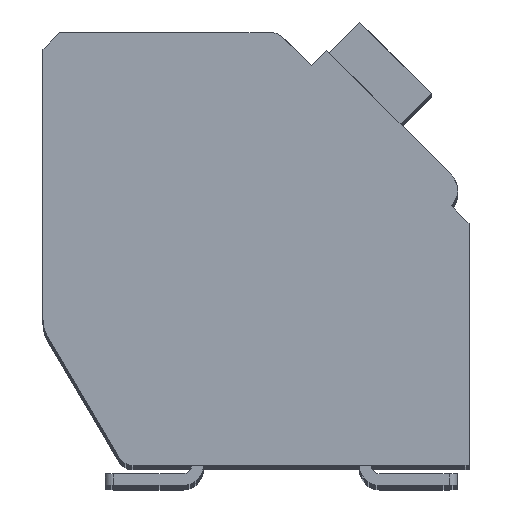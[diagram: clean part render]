
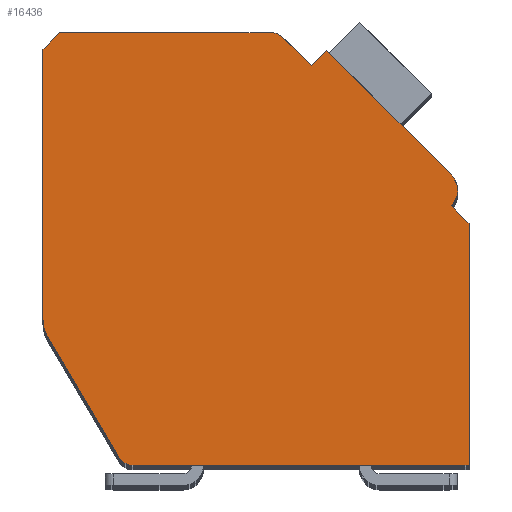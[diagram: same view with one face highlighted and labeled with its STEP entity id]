
A CAD part, top view. The second image highlights one B-rep face of the part: STEP entity #16436.
In plain terms, the highlighted planar face has unit normal (0, 0, 1).
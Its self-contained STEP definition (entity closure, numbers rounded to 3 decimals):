
#338=DIRECTION('',(0.,-1.,0.));
#339=VECTOR('',#338,8.053);
#340=CARTESIAN_POINT('',(-12.7,12.4,2.1));
#341=LINE('',#340,#339);
#342=DIRECTION('',(-0.707,-0.707,0.));
#343=VECTOR('',#342,0.707);
#344=CARTESIAN_POINT('',(-12.2,12.9,2.1));
#345=LINE('',#344,#343);
#346=DIRECTION('',(-1.,0.,0.));
#347=VECTOR('',#346,6.298);
#348=CARTESIAN_POINT('',(-5.902,12.9,2.1));
#349=LINE('',#348,#347);
#350=CARTESIAN_POINT('',(-5.902,12.4,2.1));
#351=DIRECTION('',(0.,0.,1.));
#352=DIRECTION('',(0.707,0.707,0.));
#353=AXIS2_PLACEMENT_3D('',#350,#351,#352);
#355=DIRECTION('',(-0.707,0.707,0.));
#356=VECTOR('',#355,1.197);
#357=CARTESIAN_POINT('',(-4.702,11.907,2.1));
#358=LINE('',#357,#356);
#359=DIRECTION('',(-0.707,-0.707,0.));
#360=VECTOR('',#359,0.65);
#361=CARTESIAN_POINT('',(-4.243,12.367,2.1));
#362=LINE('',#361,#360);
#363=DIRECTION('',(-0.707,0.707,0.));
#364=VECTOR('',#363,5.25);
#365=CARTESIAN_POINT('',(-0.53,8.655,2.1));
#366=LINE('',#365,#364);
#367=CARTESIAN_POINT('',(-0.99,8.195,2.1));
#368=DIRECTION('',(0.,0.,1.));
#369=DIRECTION('',(0.707,-0.707,0.));
#370=AXIS2_PLACEMENT_3D('',#367,#368,#369);
#372=DIRECTION('',(-0.707,0.707,0.));
#373=VECTOR('',#372,0.75);
#374=CARTESIAN_POINT('',(0.,7.205,2.1));
#375=LINE('',#374,#373);
#376=DIRECTION('',(0.,1.,0.));
#377=VECTOR('',#376,7.205);
#378=CARTESIAN_POINT('',(0.,0.,2.1));
#379=LINE('',#378,#377);
#380=DIRECTION('',(1.,0.,0.));
#381=VECTOR('',#380,10.014);
#382=CARTESIAN_POINT('',(-10.014,0.,2.1));
#383=LINE('',#382,#381);
#384=CARTESIAN_POINT('',(-10.014,0.5,2.1));
#385=DIRECTION('',(0.,0.,1.));
#386=DIRECTION('',(-0.862,-0.508,0.));
#387=AXIS2_PLACEMENT_3D('',#384,#385,#386);
#389=DIRECTION('',(0.508,-0.862,0.));
#390=VECTOR('',#389,4.17);
#391=CARTESIAN_POINT('',(-12.562,3.839,2.1));
#392=LINE('',#391,#390);
#393=CARTESIAN_POINT('',(-11.7,4.347,2.1));
#394=DIRECTION('',(0.,0.,1.));
#395=DIRECTION('',(-1.,0.,0.));
#396=AXIS2_PLACEMENT_3D('',#393,#394,#395);
#12352=CARTESIAN_POINT('',(-12.7,12.4,2.1));
#12353=CARTESIAN_POINT('',(-12.7,4.347,2.1));
#12354=VERTEX_POINT('',#12352);
#12355=VERTEX_POINT('',#12353);
#12356=CARTESIAN_POINT('',(-12.562,3.839,2.1));
#12357=VERTEX_POINT('',#12356);
#12358=CARTESIAN_POINT('',(-10.445,0.246,2.1));
#12359=VERTEX_POINT('',#12358);
#12360=CARTESIAN_POINT('',(-10.014,0.,2.1));
#12361=VERTEX_POINT('',#12360);
#12362=CARTESIAN_POINT('',(0.,0.,2.1));
#12363=VERTEX_POINT('',#12362);
#12364=CARTESIAN_POINT('',(0.,7.205,2.1));
#12365=VERTEX_POINT('',#12364);
#12366=CARTESIAN_POINT('',(-0.53,7.735,2.1));
#12367=VERTEX_POINT('',#12366);
#12368=CARTESIAN_POINT('',(-0.53,8.655,2.1));
#12369=VERTEX_POINT('',#12368);
#12370=CARTESIAN_POINT('',(-4.243,12.367,2.1));
#12371=VERTEX_POINT('',#12370);
#12372=CARTESIAN_POINT('',(-4.702,11.907,2.1));
#12373=VERTEX_POINT('',#12372);
#12374=CARTESIAN_POINT('',(-5.548,12.754,2.1));
#12375=VERTEX_POINT('',#12374);
#12376=CARTESIAN_POINT('',(-5.902,12.9,2.1));
#12377=VERTEX_POINT('',#12376);
#12378=CARTESIAN_POINT('',(-12.2,12.9,2.1));
#12379=VERTEX_POINT('',#12378);
#16403=CARTESIAN_POINT('',(0.,0.,2.1));
#16404=DIRECTION('',(0.,0.,1.));
#16405=DIRECTION('',(1.,0.,0.));
#16406=AXIS2_PLACEMENT_3D('',#16403,#16404,#16405);
#16407=PLANE('',#16406);
#16408=ORIENTED_EDGE('',*,*,#16110,.F.);
#16410=ORIENTED_EDGE('',*,*,#16409,.F.);
#16412=ORIENTED_EDGE('',*,*,#16411,.F.);
#16414=ORIENTED_EDGE('',*,*,#16413,.F.);
#16416=ORIENTED_EDGE('',*,*,#16415,.F.);
#16418=ORIENTED_EDGE('',*,*,#16417,.F.);
#16420=ORIENTED_EDGE('',*,*,#16419,.F.);
#16422=ORIENTED_EDGE('',*,*,#16421,.F.);
#16424=ORIENTED_EDGE('',*,*,#16423,.F.);
#16426=ORIENTED_EDGE('',*,*,#16425,.F.);
#16428=ORIENTED_EDGE('',*,*,#16427,.F.);
#16430=ORIENTED_EDGE('',*,*,#16429,.F.);
#16432=ORIENTED_EDGE('',*,*,#16431,.F.);
#16433=ORIENTED_EDGE('',*,*,#16231,.F.);
#16434=EDGE_LOOP('',(#16408,#16410,#16412,#16414,#16416,#16418,#16420,#16422,
#16424,#16426,#16428,#16430,#16432,#16433));
#16435=FACE_OUTER_BOUND('',#16434,.F.);
#354=CIRCLE('',#353,0.5);
#371=CIRCLE('',#370,0.65);
#388=CIRCLE('',#387,0.5);
#397=CIRCLE('',#396,1.);
#16110=EDGE_CURVE('',#12354,#12355,#341,.T.);
#16231=EDGE_CURVE('',#12355,#12357,#397,.T.);
#16409=EDGE_CURVE('',#12379,#12354,#345,.T.);
#16411=EDGE_CURVE('',#12377,#12379,#349,.T.);
#16413=EDGE_CURVE('',#12375,#12377,#354,.T.);
#16415=EDGE_CURVE('',#12373,#12375,#358,.T.);
#16417=EDGE_CURVE('',#12371,#12373,#362,.T.);
#16419=EDGE_CURVE('',#12369,#12371,#366,.T.);
#16421=EDGE_CURVE('',#12367,#12369,#371,.T.);
#16423=EDGE_CURVE('',#12365,#12367,#375,.T.);
#16425=EDGE_CURVE('',#12363,#12365,#379,.T.);
#16427=EDGE_CURVE('',#12361,#12363,#383,.T.);
#16429=EDGE_CURVE('',#12359,#12361,#388,.T.);
#16431=EDGE_CURVE('',#12357,#12359,#392,.T.);
#16436=ADVANCED_FACE('',(#16435),#16407,.T.);
